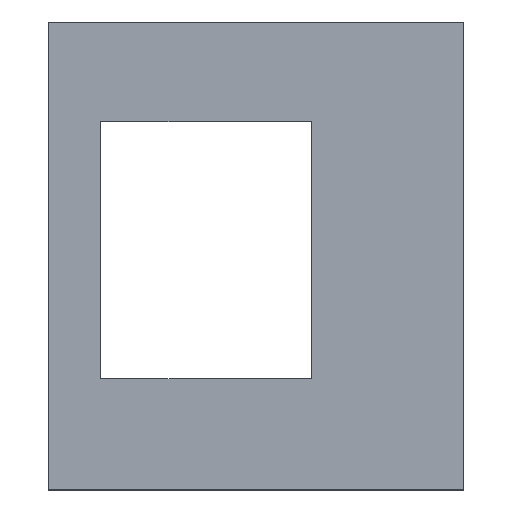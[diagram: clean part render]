
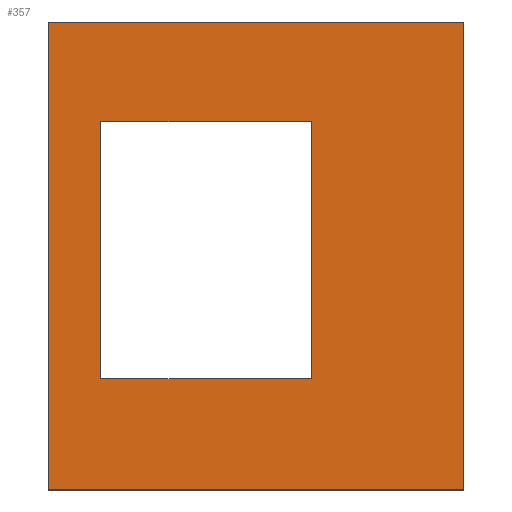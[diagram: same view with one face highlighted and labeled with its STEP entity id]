
A CAD part, top view. The second image highlights one B-rep face of the part: STEP entity #357.
In plain terms, the highlighted planar face has unit normal (0, 0, 1).
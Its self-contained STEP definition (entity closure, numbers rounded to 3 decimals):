
#18=FACE_BOUND('',#45,.T.);
#23=FACE_OUTER_BOUND('',#44,.T.);
#44=EDGE_LOOP('',(#257,#258,#259,#260));
#45=EDGE_LOOP('',(#261,#262,#263,#264));
#61=LINE('',#490,#109);
#72=LINE('',#512,#120);
#74=LINE('',#516,#122);
#76=LINE('',#519,#124);
#77=LINE('',#522,#125);
#78=LINE('',#524,#126);
#79=LINE('',#526,#127);
#80=LINE('',#527,#128);
#109=VECTOR('',#400,10.);
#120=VECTOR('',#415,10.);
#122=VECTOR('',#419,10.);
#124=VECTOR('',#423,10.);
#125=VECTOR('',#424,10.);
#126=VECTOR('',#425,10.);
#127=VECTOR('',#426,10.);
#128=VECTOR('',#427,10.);
#157=VERTEX_POINT('',#488);
#158=VERTEX_POINT('',#489);
#167=VERTEX_POINT('',#511);
#168=VERTEX_POINT('',#515);
#169=VERTEX_POINT('',#520);
#170=VERTEX_POINT('',#521);
#171=VERTEX_POINT('',#523);
#172=VERTEX_POINT('',#525);
#189=EDGE_CURVE('',#157,#158,#61,.T.);
#200=EDGE_CURVE('',#167,#157,#72,.T.);
#202=EDGE_CURVE('',#168,#167,#74,.T.);
#204=EDGE_CURVE('',#158,#168,#76,.T.);
#205=EDGE_CURVE('',#169,#170,#77,.T.);
#206=EDGE_CURVE('',#170,#171,#78,.T.);
#207=EDGE_CURVE('',#171,#172,#79,.T.);
#208=EDGE_CURVE('',#172,#169,#80,.T.);
#257=ORIENTED_EDGE('',*,*,#189,.T.);
#258=ORIENTED_EDGE('',*,*,#204,.T.);
#259=ORIENTED_EDGE('',*,*,#202,.T.);
#260=ORIENTED_EDGE('',*,*,#200,.T.);
#261=ORIENTED_EDGE('',*,*,#205,.T.);
#262=ORIENTED_EDGE('',*,*,#206,.T.);
#263=ORIENTED_EDGE('',*,*,#207,.T.);
#264=ORIENTED_EDGE('',*,*,#208,.T.);
#337=PLANE('',#380);
#357=ADVANCED_FACE('',(#23,#18),#337,.T.);
#380=AXIS2_PLACEMENT_3D('',#518,#421,#422);
#400=DIRECTION('',(-1.,0.,0.));
#415=DIRECTION('',(0.,1.,0.));
#419=DIRECTION('',(1.,0.,0.));
#421=DIRECTION('center_axis',(0.,0.,1.));
#422=DIRECTION('ref_axis',(1.,0.,0.));
#423=DIRECTION('',(0.,-1.,0.));
#424=DIRECTION('',(0.,-1.,0.));
#425=DIRECTION('',(-1.,0.,0.));
#426=DIRECTION('',(0.,1.,0.));
#427=DIRECTION('',(1.,0.,0.));
#488=CARTESIAN_POINT('',(221.379,-29.893,24.));
#489=CARTESIAN_POINT('',(148.584,-29.893,24.));
#490=CARTESIAN_POINT('',(197.027,-29.893,24.));
#511=CARTESIAN_POINT('',(221.379,-111.747,24.));
#512=CARTESIAN_POINT('',(221.379,-71.931,24.));
#515=CARTESIAN_POINT('',(148.584,-111.747,24.));
#516=CARTESIAN_POINT('',(183.967,-111.747,24.));
#518=CARTESIAN_POINT('Origin',(186.555,-69.863,24.));
#519=CARTESIAN_POINT('',(148.584,-47.336,24.));
#520=CARTESIAN_POINT('',(194.706,-47.336,24.));
#521=CARTESIAN_POINT('',(194.706,-92.365,24.));
#522=CARTESIAN_POINT('',(194.706,-92.365,24.));
#523=CARTESIAN_POINT('',(157.811,-92.365,24.));
#524=CARTESIAN_POINT('',(157.811,-92.365,24.));
#525=CARTESIAN_POINT('',(157.811,-47.336,24.));
#526=CARTESIAN_POINT('',(157.811,-47.336,24.));
#527=CARTESIAN_POINT('',(224.043,-47.336,24.));
